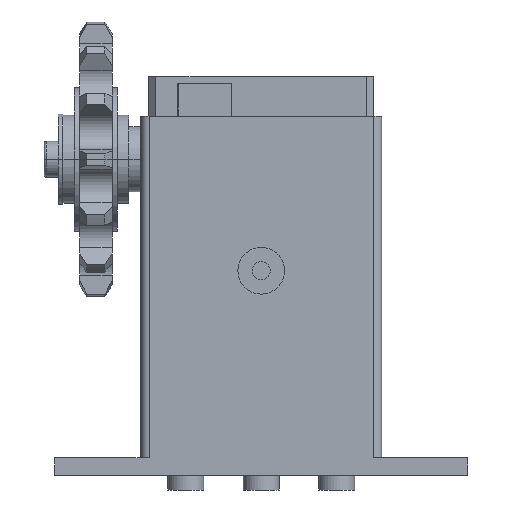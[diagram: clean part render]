
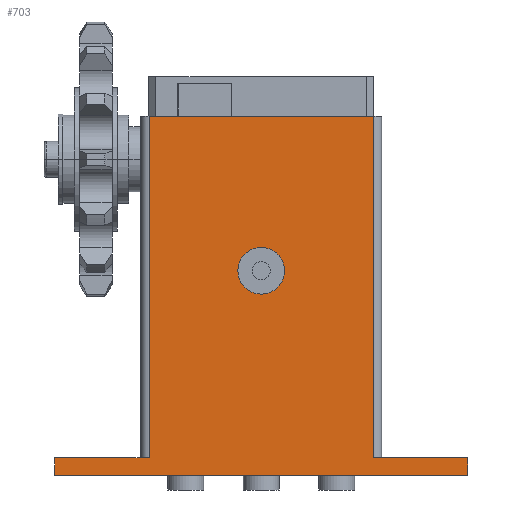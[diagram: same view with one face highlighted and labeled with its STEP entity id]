
A CAD part, left-side view. The second image highlights one B-rep face of the part: STEP entity #703.
In plain terms, the highlighted planar face has unit normal (-1, 0, 0).
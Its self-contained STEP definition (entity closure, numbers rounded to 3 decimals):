
#703=ADVANCED_FACE('',(#1421,#1422),#1423,.T.);
#1421=FACE_BOUND('',#2152,.T.);
#1422=FACE_OUTER_BOUND('',#2153,.T.);
#1423=PLANE('',#2154);
#2152=EDGE_LOOP('',(#4159,#4160));
#2153=EDGE_LOOP('',(#4161,#4162,#4163,#4164,#4165,#4166,#4167,#4168));
#2154=AXIS2_PLACEMENT_3D('',#4169,#4170,#4171);
#4159=ORIENTED_EDGE('',*,*,#4945,.T.);
#4160=ORIENTED_EDGE('',*,*,#4885,.T.);
#4161=ORIENTED_EDGE('',*,*,#5012,.T.);
#4162=ORIENTED_EDGE('',*,*,#5006,.T.);
#4163=ORIENTED_EDGE('',*,*,#5009,.T.);
#4164=ORIENTED_EDGE('',*,*,#4985,.F.);
#4165=ORIENTED_EDGE('',*,*,#5016,.T.);
#4166=ORIENTED_EDGE('',*,*,#5017,.F.);
#4167=ORIENTED_EDGE('',*,*,#5018,.T.);
#4168=ORIENTED_EDGE('',*,*,#5019,.T.);
#4169=CARTESIAN_POINT('',(-17.5,28.75,0.0));
#4170=DIRECTION('',(-1.0,0.0,0.0));
#4171=DIRECTION('',(0.0,-1.0,0.0));
#4885=EDGE_CURVE('',#5997,#5994,#5998,.T.);
#4945=EDGE_CURVE('',#5994,#5997,#6087,.T.);
#4985=EDGE_CURVE('',#6141,#6136,#6143,.T.);
#5006=EDGE_CURVE('',#6175,#6173,#6176,.T.);
#5009=EDGE_CURVE('',#6173,#6136,#6179,.T.);
#5012=EDGE_CURVE('',#6182,#6175,#6183,.T.);
#5016=EDGE_CURVE('',#6141,#6188,#6189,.T.);
#5017=EDGE_CURVE('',#6190,#6188,#6191,.T.);
#5018=EDGE_CURVE('',#6190,#6192,#6193,.T.);
#5019=EDGE_CURVE('',#6192,#6182,#6194,.T.);
#5994=VERTEX_POINT('',#7926);
#5997=VERTEX_POINT('',#7930);
#5998=CIRCLE('',#7931,6.5);
#6087=CIRCLE('',#8042,6.5);
#6136=VERTEX_POINT('',#8103);
#6141=VERTEX_POINT('',#8109);
#6143=LINE('',#8111,#8112);
#6173=VERTEX_POINT('',#8152);
#6175=VERTEX_POINT('',#8154);
#6176=LINE('',#8155,#8156);
#6179=LINE('',#8159,#8160);
#6182=VERTEX_POINT('',#8164);
#6183=LINE('',#8165,#8166);
#6188=VERTEX_POINT('',#8173);
#6189=LINE('',#8174,#8175);
#6190=VERTEX_POINT('',#8176);
#6191=LINE('',#8177,#8178);
#6192=VERTEX_POINT('',#8179);
#6193=LINE('',#8180,#8181);
#6194=LINE('',#8182,#8183);
#7926=CARTESIAN_POINT('',(-17.5,-6.5,57.0));
#7930=CARTESIAN_POINT('',(-17.5,6.5,57.0));
#7931=AXIS2_PLACEMENT_3D('',#8939,#8940,#8941);
#8042=AXIS2_PLACEMENT_3D('',#9024,#9025,#9026);
#8103=CARTESIAN_POINT('',(-17.5,31.2,100.0));
#8109=CARTESIAN_POINT('',(-17.5,31.2,5.0));
#8111=CARTESIAN_POINT('',(-17.5,31.2,5.0));
#8112=VECTOR('',#9082,1.0);
#8152=CARTESIAN_POINT('',(-17.5,-31.2,100.0));
#8154=CARTESIAN_POINT('',(-17.5,-31.2,5.0));
#8155=CARTESIAN_POINT('',(-17.5,-31.2,5.0));
#8156=VECTOR('',#9108,1.0);
#8159=CARTESIAN_POINT('',(-17.5,0.0,100.0));
#8160=VECTOR('',#9112,1.0);
#8164=CARTESIAN_POINT('',(-17.5,-57.5,5.0));
#8165=CARTESIAN_POINT('',(-17.5,0.0,5.0));
#8166=VECTOR('',#9114,1.0);
#8173=CARTESIAN_POINT('',(-17.5,57.5,5.0));
#8174=CARTESIAN_POINT('',(-17.5,0.0,5.0));
#8175=VECTOR('',#9117,1.0);
#8176=CARTESIAN_POINT('',(-17.5,57.5,0.0));
#8177=CARTESIAN_POINT('',(-17.5,57.5,0.0));
#8178=VECTOR('',#9118,1.0);
#8179=CARTESIAN_POINT('',(-17.5,-57.5,0.0));
#8180=CARTESIAN_POINT('',(-17.5,0.0,0.0));
#8181=VECTOR('',#9119,1.0);
#8182=CARTESIAN_POINT('',(-17.5,-57.5,0.0));
#8183=VECTOR('',#9120,1.0);
#8939=CARTESIAN_POINT('',(-17.5,0.0,57.0));
#8940=DIRECTION('',(1.0,0.0,-0.0));
#8941=DIRECTION('',(0.0,-1.0,0.0));
#9024=CARTESIAN_POINT('',(-17.5,0.0,57.0));
#9025=DIRECTION('',(1.0,0.0,-0.0));
#9026=DIRECTION('',(0.0,-1.0,0.0));
#9082=DIRECTION('',(0.0,0.0,1.0));
#9108=DIRECTION('',(0.0,0.0,1.0));
#9112=DIRECTION('',(0.0,1.0,-0.0));
#9114=DIRECTION('',(0.0,1.0,-0.0));
#9117=DIRECTION('',(0.0,1.0,-0.0));
#9118=DIRECTION('',(0.0,0.0,1.0));
#9119=DIRECTION('',(0.0,-1.0,0.0));
#9120=DIRECTION('',(0.0,0.0,1.0));
